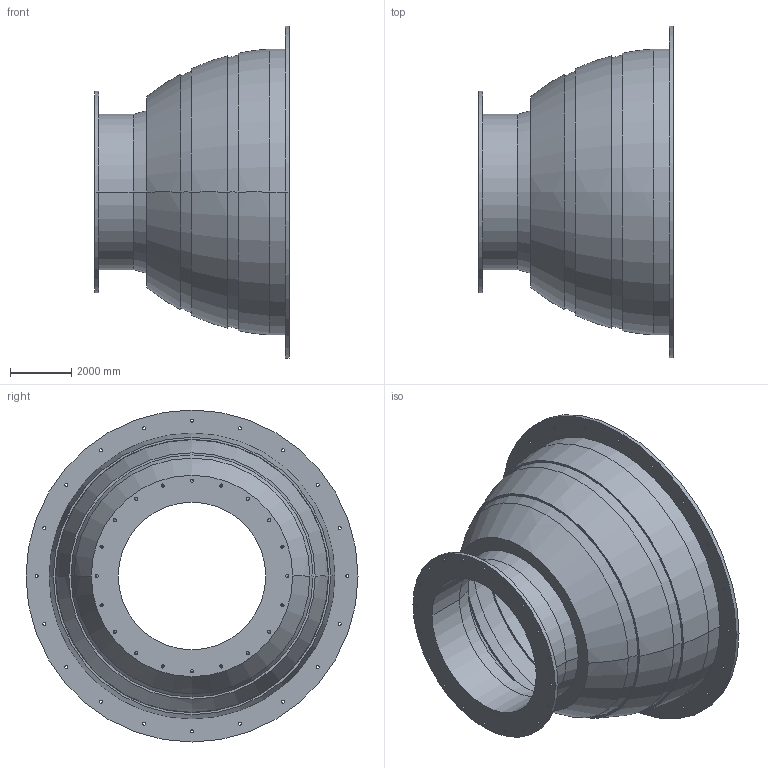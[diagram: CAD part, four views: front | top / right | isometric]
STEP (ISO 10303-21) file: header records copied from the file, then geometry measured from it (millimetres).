
FILE_DESCRIPTION((''),'2;1');
FILE_NAME('PETROL_TURBINE_CASE','2025-12-19T09:18:51',('H576696'),('Honeywell International Inc.'),'CREO PARAMETRIC BY PTC INC, 2023134','CREO PARAMETRIC BY PTC INC, 2023134','');
FILE_SCHEMA(('AUTOMOTIVE_DESIGN { 1 0 10303 214 1 1 1 1 }'));
Length unit declared in the file: inch
Products named in the file (1): PETROL_TURBINE_CASE
Bounding box: 6362.7 x 10859.52 x 10859.52 mm (x, y, z)
Volume: 26600186326.5 mm3; surface area: 426292050.6 mm2
Topology: 1 solids, 1 shells, 130 faces, 340 edges, 224 vertices
Faces by surface type: cylinder 88, bspline 20, plane 14, cone 8
Entity records: 6873 total; most frequent: CARTESIAN_POINT 1237, DIRECTION 806, ORIENTED_EDGE 680, PRESENTATION_STYLE_ASSIGNMENT 471, STYLED_ITEM 471, AXIS2_PLACEMENT_3D 355, CURVE_STYLE 340, EDGE_CURVE 340
